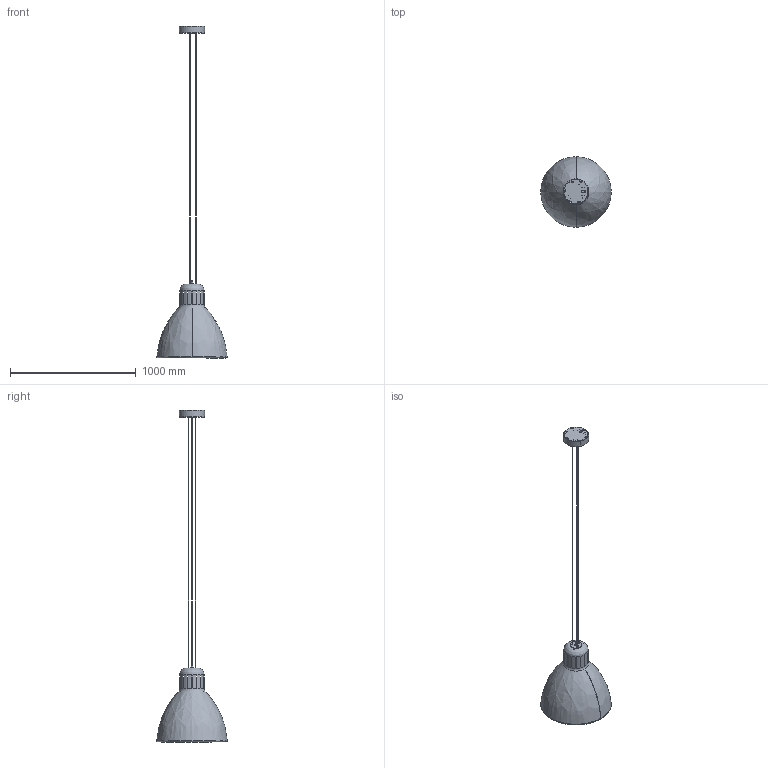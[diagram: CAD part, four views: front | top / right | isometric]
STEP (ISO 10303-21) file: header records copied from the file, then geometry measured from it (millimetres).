
FILE_DESCRIPTION(/* description */ (''),/* implementation_level */ '2;1');
FILE_NAME(/* name */ 'JJ GREAT - 3D.stp',/* time_stamp */ '2021-05-11T15:29:54+02:00',/* author */ ('matteo.garelli'),/* organization */ (''),/* preprocessor_version */ 'ST-DEVELOPER v18.1',/* originating_system */ 'Autodesk Inventor 2020',/* authorisation */ '');
FILE_SCHEMA (('AUTOMOTIVE_DESIGN { 1 0 10303 214 3 1 1 }'));
Length unit declared in the file: millimetre
Products named in the file (1): JJ GREAT - 3D
Bounding box: 560 x 560 x 2638.97 mm (x, y, z)
Volume: 1671168.7 mm3; surface area: 1760412.7 mm2
Topology: 2 solids, 2 shells, 331 faces, 872 edges, 570 vertices
Faces by surface type: plane 141, cylinder 136, cone 28, torus 17, bspline 5, sphere 4
Full cylindrical faces by diameter (mm): 1 x6, 2 x3, 2.013 x5, 2.459 x2, 2.5 x10, 3 x4, 3.242 x3, 4 x6, 4.5 x1, 8.917 x1, 10 x3, 10.5 x1, 12 x2, 13 x1, 188.5 x1, 192.5 x1, 198 x1, 200 x1
Entity records: 12237 total; most frequent: CARTESIAN_POINT 3618, DIRECTION 1743, ORIENTED_EDGE 1728, EDGE_CURVE 864, AXIS2_PLACEMENT_3D 657, VERTEX_POINT 570, LINE 429, VECTOR 429
